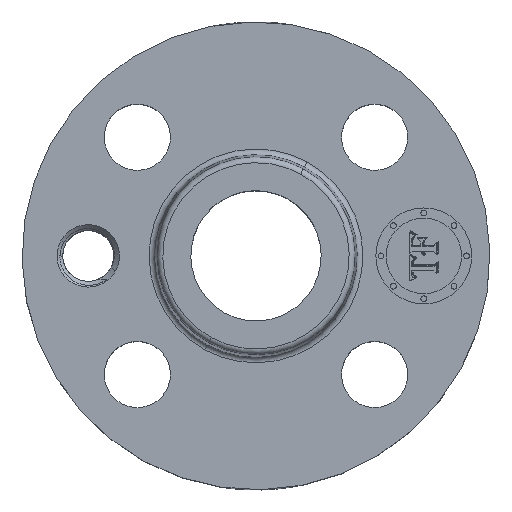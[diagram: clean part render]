
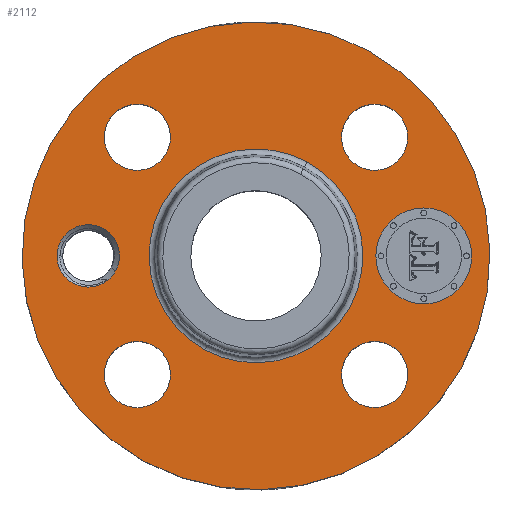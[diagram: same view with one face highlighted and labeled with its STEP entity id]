
A CAD part, top view. The second image highlights one B-rep face of the part: STEP entity #2112.
In plain terms, the highlighted planar face has unit normal (0, 0, 1).
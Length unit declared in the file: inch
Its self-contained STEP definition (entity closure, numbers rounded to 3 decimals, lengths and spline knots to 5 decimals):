
#1138=AXIS2_PLACEMENT_3D('Circle Axis2P3D',#1136,#1137,$) ;
#1275=AXIS2_PLACEMENT_3D('Circle Axis2P3D',#1273,#1274,$) ;
#1559=AXIS2_PLACEMENT_3D('Circle Axis2P3D',#1557,#1558,$) ;
#1571=AXIS2_PLACEMENT_3D('Circle Axis2P3D',#1569,#1570,$) ;
#1602=AXIS2_PLACEMENT_3D('Circle Axis2P3D',#1600,#1601,$) ;
#1614=AXIS2_PLACEMENT_3D('Circle Axis2P3D',#1612,#1613,$) ;
#1645=AXIS2_PLACEMENT_3D('Circle Axis2P3D',#1643,#1644,$) ;
#1657=AXIS2_PLACEMENT_3D('Circle Axis2P3D',#1655,#1656,$) ;
#1688=AXIS2_PLACEMENT_3D('Circle Axis2P3D',#1686,#1687,$) ;
#1700=AXIS2_PLACEMENT_3D('Circle Axis2P3D',#1698,#1699,$) ;
#2036=AXIS2_PLACEMENT_3D('Plane Axis2P3D',#2033,#2034,#2035) ;
#2044=AXIS2_PLACEMENT_3D('Circle Axis2P3D',#2042,#2043,$) ;
#2053=AXIS2_PLACEMENT_3D('Circle Axis2P3D',#2051,#2052,$) ;
#2066=AXIS2_PLACEMENT_3D('Circle Axis2P3D',#2064,#2065,$) ;
#2075=AXIS2_PLACEMENT_3D('Circle Axis2P3D',#2073,#2074,$) ;
#2096=AXIS2_PLACEMENT_3D('Circle Axis2P3D',#2094,#2095,$) ;
#2105=AXIS2_PLACEMENT_3D('Circle Axis2P3D',#2103,#2104,$) ;
#1133=CARTESIAN_POINT('Vertex',(-1.1698,-2.1413,1.56)) ;
#1136=CARTESIAN_POINT('Axis2P3D Location',(0.,0.,1.56)) ;
#1140=CARTESIAN_POINT('Vertex',(1.1698,2.1413,1.56)) ;
#1273=CARTESIAN_POINT('Axis2P3D Location',(0.,0.,1.56)) ;
#1547=CARTESIAN_POINT('Vertex',(1.5402,-1.40284,1.56)) ;
#1554=CARTESIAN_POINT('Vertex',(0.93467,-1.07204,1.56)) ;
#1557=CARTESIAN_POINT('Axis2P3D Location',(1.23744,-1.23744,1.56)) ;
#1569=CARTESIAN_POINT('Axis2P3D Location',(1.23744,-1.23744,1.56)) ;
#1590=CARTESIAN_POINT('Vertex',(-1.07204,-0.93467,1.56)) ;
#1597=CARTESIAN_POINT('Vertex',(-1.40284,-1.5402,1.56)) ;
#1600=CARTESIAN_POINT('Axis2P3D Location',(-1.23744,-1.23744,1.56)) ;
#1612=CARTESIAN_POINT('Axis2P3D Location',(-1.23744,-1.23744,1.56)) ;
#1633=CARTESIAN_POINT('Vertex',(-0.93467,1.07204,1.56)) ;
#1640=CARTESIAN_POINT('Vertex',(-1.5402,1.40284,1.56)) ;
#1643=CARTESIAN_POINT('Axis2P3D Location',(-1.23744,1.23744,1.56)) ;
#1655=CARTESIAN_POINT('Axis2P3D Location',(-1.23744,1.23744,1.56)) ;
#1676=CARTESIAN_POINT('Vertex',(1.07204,0.93467,1.56)) ;
#1683=CARTESIAN_POINT('Vertex',(1.40284,1.5402,1.56)) ;
#1686=CARTESIAN_POINT('Axis2P3D Location',(1.23744,1.23744,1.56)) ;
#1698=CARTESIAN_POINT('Axis2P3D Location',(1.23744,1.23744,1.56)) ;
#2033=CARTESIAN_POINT('Axis2P3D Location',(0.,2.44,1.56)) ;
#2042=CARTESIAN_POINT('Axis2P3D Location',(-1.75,0.,1.56)) ;
#2046=CARTESIAN_POINT('Vertex',(-2.03576,0.15611,1.56)) ;
#2048=CARTESIAN_POINT('Vertex',(-1.46424,-0.15611,1.56)) ;
#2051=CARTESIAN_POINT('Axis2P3D Location',(-1.75,0.,1.56)) ;
#2064=CARTESIAN_POINT('Axis2P3D Location',(0.,0.,1.56)) ;
#2068=CARTESIAN_POINT('Vertex',(-0.53455,-0.97849,1.56)) ;
#2070=CARTESIAN_POINT('Vertex',(0.53455,0.97849,1.56)) ;
#2073=CARTESIAN_POINT('Axis2P3D Location',(0.,0.,1.56)) ;
#2094=CARTESIAN_POINT('Axis2P3D Location',(1.75,0.,1.56)) ;
#2098=CARTESIAN_POINT('Vertex',(1.75,0.5,1.56)) ;
#2100=CARTESIAN_POINT('Vertex',(1.75,-0.5,1.56)) ;
#2103=CARTESIAN_POINT('Axis2P3D Location',(1.75,0.,1.56)) ;
#1137=DIRECTION('Axis2P3D Direction',(0.,0.,-0.039)) ;
#1274=DIRECTION('Axis2P3D Direction',(0.,0.,-0.039)) ;
#1558=DIRECTION('Axis2P3D Direction',(0.,-0.,-0.039)) ;
#1570=DIRECTION('Axis2P3D Direction',(0.,-0.,-0.039)) ;
#1601=DIRECTION('Axis2P3D Direction',(0.,-0.,-0.039)) ;
#1613=DIRECTION('Axis2P3D Direction',(0.,-0.,-0.039)) ;
#1644=DIRECTION('Axis2P3D Direction',(-0.,0.,-0.039)) ;
#1656=DIRECTION('Axis2P3D Direction',(-0.,0.,-0.039)) ;
#1687=DIRECTION('Axis2P3D Direction',(0.,0.,-0.039)) ;
#1699=DIRECTION('Axis2P3D Direction',(0.,0.,-0.039)) ;
#2034=DIRECTION('Axis2P3D Direction',(0.,0.,-0.039)) ;
#2035=DIRECTION('Axis2P3D XDirection',(0.039,0.,0.)) ;
#2043=DIRECTION('Axis2P3D Direction',(0.,0.,-0.039)) ;
#2052=DIRECTION('Axis2P3D Direction',(0.,0.,-0.039)) ;
#2065=DIRECTION('Axis2P3D Direction',(0.,0.,-0.039)) ;
#2074=DIRECTION('Axis2P3D Direction',(0.,0.,-0.039)) ;
#2095=DIRECTION('Axis2P3D Direction',(0.,0.,-0.039)) ;
#2104=DIRECTION('Axis2P3D Direction',(0.,0.,-0.039)) ;
#2039=ORIENTED_EDGE('',*,*,#1277,.F.) ;
#2040=ORIENTED_EDGE('',*,*,#1142,.F.) ;
#2057=ORIENTED_EDGE('',*,*,#2050,.T.) ;
#2058=ORIENTED_EDGE('',*,*,#2055,.T.) ;
#2061=ORIENTED_EDGE('',*,*,#1573,.T.) ;
#2062=ORIENTED_EDGE('',*,*,#1561,.T.) ;
#2079=ORIENTED_EDGE('',*,*,#2072,.T.) ;
#2080=ORIENTED_EDGE('',*,*,#2077,.T.) ;
#2083=ORIENTED_EDGE('',*,*,#1616,.T.) ;
#2084=ORIENTED_EDGE('',*,*,#1604,.T.) ;
#2087=ORIENTED_EDGE('',*,*,#1659,.T.) ;
#2088=ORIENTED_EDGE('',*,*,#1647,.T.) ;
#2091=ORIENTED_EDGE('',*,*,#1702,.T.) ;
#2092=ORIENTED_EDGE('',*,*,#1690,.T.) ;
#2109=ORIENTED_EDGE('',*,*,#2102,.T.) ;
#2110=ORIENTED_EDGE('',*,*,#2107,.T.) ;
#2059=FACE_BOUND('',#2056,.T.) ;
#2063=FACE_BOUND('',#2060,.T.) ;
#2081=FACE_BOUND('',#2078,.T.) ;
#2085=FACE_BOUND('',#2082,.T.) ;
#2089=FACE_BOUND('',#2086,.T.) ;
#2093=FACE_BOUND('',#2090,.T.) ;
#2111=FACE_BOUND('',#2108,.T.) ;
#2112=ADVANCED_FACE('PartBody',(#2041,#2059,#2063,#2081,#2085,#2089,#2093,#2111),#2037,.F.) ;
#1139=CIRCLE('generated circle',#1138,2.44) ;
#1276=CIRCLE('generated circle',#1275,2.44) ;
#1560=CIRCLE('generated circle',#1559,0.345) ;
#1572=CIRCLE('generated circle',#1571,0.345) ;
#1603=CIRCLE('generated circle',#1602,0.345) ;
#1615=CIRCLE('generated circle',#1614,0.345) ;
#1646=CIRCLE('generated circle',#1645,0.345) ;
#1658=CIRCLE('generated circle',#1657,0.345) ;
#1689=CIRCLE('generated circle',#1688,0.345) ;
#1701=CIRCLE('generated circle',#1700,0.345) ;
#2045=CIRCLE('generated circle',#2044,0.32563) ;
#2054=CIRCLE('generated circle',#2053,0.32563) ;
#2067=CIRCLE('generated circle',#2066,1.11498) ;
#2076=CIRCLE('generated circle',#2075,1.11498) ;
#2097=CIRCLE('generated circle',#2096,0.5) ;
#2106=CIRCLE('generated circle',#2105,0.5) ;
#1142=EDGE_CURVE('',#1134,#1141,#1139,.T.) ;
#1277=EDGE_CURVE('',#1141,#1134,#1276,.T.) ;
#1561=EDGE_CURVE('',#1548,#1555,#1560,.T.) ;
#1573=EDGE_CURVE('',#1555,#1548,#1572,.T.) ;
#1604=EDGE_CURVE('',#1591,#1598,#1603,.T.) ;
#1616=EDGE_CURVE('',#1598,#1591,#1615,.T.) ;
#1647=EDGE_CURVE('',#1634,#1641,#1646,.T.) ;
#1659=EDGE_CURVE('',#1641,#1634,#1658,.T.) ;
#1690=EDGE_CURVE('',#1677,#1684,#1689,.T.) ;
#1702=EDGE_CURVE('',#1684,#1677,#1701,.T.) ;
#2050=EDGE_CURVE('',#2047,#2049,#2045,.T.) ;
#2055=EDGE_CURVE('',#2049,#2047,#2054,.T.) ;
#2072=EDGE_CURVE('',#2069,#2071,#2067,.T.) ;
#2077=EDGE_CURVE('',#2071,#2069,#2076,.T.) ;
#2102=EDGE_CURVE('',#2099,#2101,#2097,.T.) ;
#2107=EDGE_CURVE('',#2101,#2099,#2106,.T.) ;
#2038=EDGE_LOOP('',(#2039,#2040)) ;
#2056=EDGE_LOOP('',(#2057,#2058)) ;
#2060=EDGE_LOOP('',(#2061,#2062)) ;
#2078=EDGE_LOOP('',(#2079,#2080)) ;
#2082=EDGE_LOOP('',(#2083,#2084)) ;
#2086=EDGE_LOOP('',(#2087,#2088)) ;
#2090=EDGE_LOOP('',(#2091,#2092)) ;
#2108=EDGE_LOOP('',(#2109,#2110)) ;
#2041=FACE_OUTER_BOUND('',#2038,.T.) ;
#2037=PLANE('',#2036) ;
#1134=VERTEX_POINT('',#1133) ;
#1141=VERTEX_POINT('',#1140) ;
#1548=VERTEX_POINT('',#1547) ;
#1555=VERTEX_POINT('',#1554) ;
#1591=VERTEX_POINT('',#1590) ;
#1598=VERTEX_POINT('',#1597) ;
#1634=VERTEX_POINT('',#1633) ;
#1641=VERTEX_POINT('',#1640) ;
#1677=VERTEX_POINT('',#1676) ;
#1684=VERTEX_POINT('',#1683) ;
#2047=VERTEX_POINT('',#2046) ;
#2049=VERTEX_POINT('',#2048) ;
#2069=VERTEX_POINT('',#2068) ;
#2071=VERTEX_POINT('',#2070) ;
#2099=VERTEX_POINT('',#2098) ;
#2101=VERTEX_POINT('',#2100) ;
